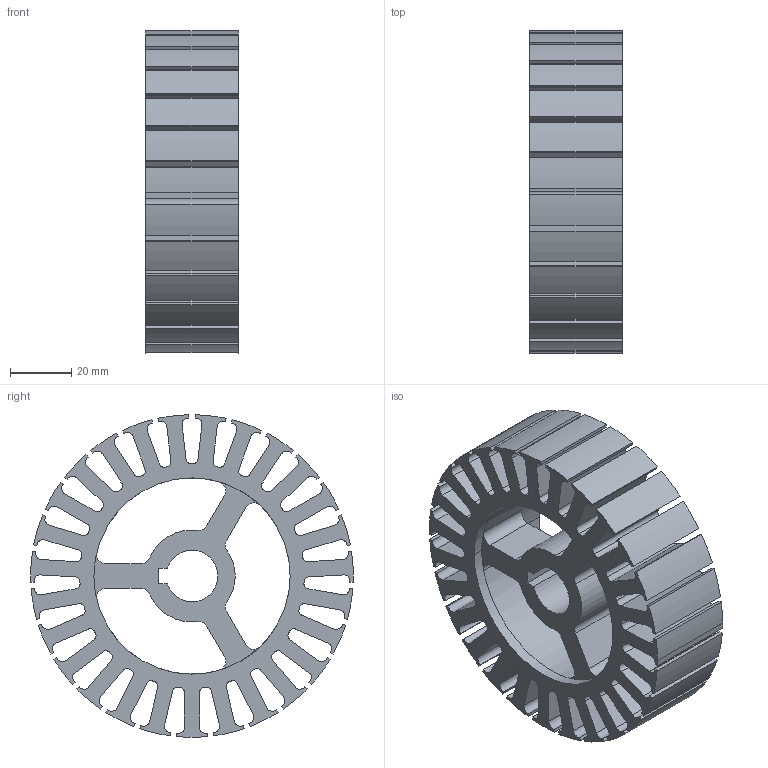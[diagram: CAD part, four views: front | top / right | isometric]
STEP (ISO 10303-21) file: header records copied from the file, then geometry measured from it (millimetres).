
FILE_DESCRIPTION(('CATIA V5 STEP Exchange'),'2;1');
FILE_NAME('stator.stp','2018-11-17T18:29:01+00:00',('none'),('none'),'CATIA Version 5 Release 17 (IN-10)','CATIA V5 STEP AP203','none');
FILE_SCHEMA(('CONFIG_CONTROL_DESIGN'));
Length unit declared in the file: millimetre
Products named in the file (1): Part1
Bounding box: 30 x 105.2 x 105.16 mm (x, y, z)
Volume: 116772.1 mm3; surface area: 56630.7 mm2
Topology: 1 solids, 1 shells, 279 faces, 837 edges, 556 vertices
Faces by surface type: cylinder 158, plane 121
Entity records: 9106 total; most frequent: ORIENTED_EDGE 1674, CARTESIAN_POINT 1642, DIRECTION 1333, EDGE_CURVE 837, AXIS2_PLACEMENT_3D 574, VERTEX_POINT 556, VECTOR 512, LINE 512
